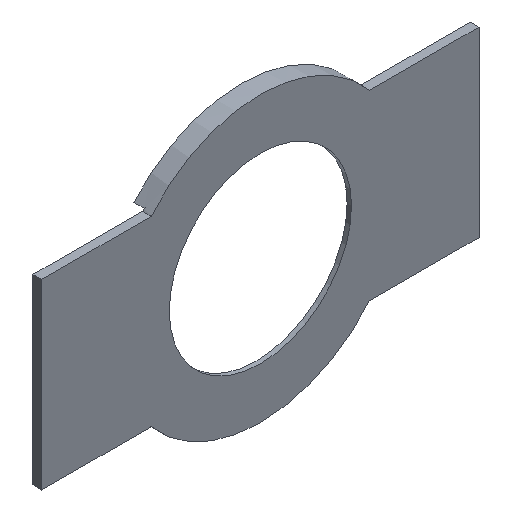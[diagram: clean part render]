
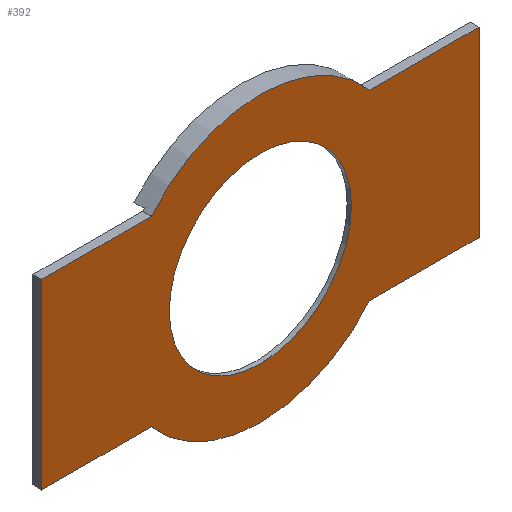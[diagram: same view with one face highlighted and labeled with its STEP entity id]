
A CAD part, isometric view. The second image highlights one B-rep face of the part: STEP entity #392.
In plain terms, the highlighted planar face has unit normal (0, -1, 0).
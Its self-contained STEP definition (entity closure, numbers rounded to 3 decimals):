
#20=FACE_BOUND('',#82,.T.);
#24=CIRCLE('',#416,19.5);
#31=CIRCLE('',#427,19.5);
#36=CIRCLE('',#436,12.5);
#60=FACE_OUTER_BOUND('',#81,.T.);
#81=EDGE_LOOP('',(#348,#349,#350,#351,#352,#353,#354,#355));
#82=EDGE_LOOP('',(#356));
#111=LINE('',#655,#149);
#114=LINE('',#659,#152);
#115=LINE('',#662,#153);
#117=LINE('',#666,#155);
#119=LINE('',#669,#157);
#120=LINE('',#671,#158);
#149=VECTOR('',#537,10.);
#152=VECTOR('',#542,10.);
#153=VECTOR('',#545,10.);
#155=VECTOR('',#549,10.);
#157=VECTOR('',#553,10.);
#158=VECTOR('',#556,10.);
#177=VERTEX_POINT('',#605);
#178=VERTEX_POINT('',#607);
#186=VERTEX_POINT('',#633);
#187=VERTEX_POINT('',#635);
#190=VERTEX_POINT('',#649);
#191=VERTEX_POINT('',#653);
#192=VERTEX_POINT('',#654);
#193=VERTEX_POINT('',#661);
#194=VERTEX_POINT('',#665);
#215=EDGE_CURVE('',#177,#178,#24,.T.);
#230=EDGE_CURVE('',#186,#187,#31,.T.);
#238=EDGE_CURVE('',#190,#190,#36,.T.);
#239=EDGE_CURVE('',#191,#192,#111,.T.);
#242=EDGE_CURVE('',#192,#178,#114,.T.);
#243=EDGE_CURVE('',#177,#193,#115,.T.);
#245=EDGE_CURVE('',#193,#194,#117,.T.);
#247=EDGE_CURVE('',#194,#187,#119,.T.);
#248=EDGE_CURVE('',#186,#191,#120,.T.);
#348=ORIENTED_EDGE('',*,*,#248,.T.);
#349=ORIENTED_EDGE('',*,*,#239,.T.);
#350=ORIENTED_EDGE('',*,*,#242,.T.);
#351=ORIENTED_EDGE('',*,*,#215,.F.);
#352=ORIENTED_EDGE('',*,*,#243,.T.);
#353=ORIENTED_EDGE('',*,*,#245,.T.);
#354=ORIENTED_EDGE('',*,*,#247,.T.);
#355=ORIENTED_EDGE('',*,*,#230,.F.);
#356=ORIENTED_EDGE('',*,*,#238,.F.);
#372=PLANE('',#443);
#392=ADVANCED_FACE('',(#60,#20),#372,.F.);
#416=AXIS2_PLACEMENT_3D('',#608,#482,#483);
#427=AXIS2_PLACEMENT_3D('',#636,#512,#513);
#436=AXIS2_PLACEMENT_3D('',#651,#533,#534);
#443=AXIS2_PLACEMENT_3D('',#672,#557,#558);
#482=DIRECTION('center_axis',(0.,1.,0.));
#483=DIRECTION('ref_axis',(-0.768,0.,0.641));
#512=DIRECTION('center_axis',(0.,1.,0.));
#513=DIRECTION('ref_axis',(0.768,0.,-0.641));
#533=DIRECTION('center_axis',(0.,-1.,0.));
#534=DIRECTION('ref_axis',(1.,0.,0.));
#537=DIRECTION('',(0.,0.,1.));
#542=DIRECTION('',(-1.,0.,0.));
#545=DIRECTION('',(-1.,0.,0.));
#549=DIRECTION('',(0.,0.,-1.));
#553=DIRECTION('',(1.,0.,0.));
#556=DIRECTION('',(1.,0.,0.));
#557=DIRECTION('center_axis',(0.,1.,0.));
#558=DIRECTION('ref_axis',(1.,0.,0.));
#605=CARTESIAN_POINT('',(-14.967,0.,12.5));
#607=CARTESIAN_POINT('',(14.967,0.,12.5));
#608=CARTESIAN_POINT('Origin',(0.,0.,0.));
#633=CARTESIAN_POINT('',(14.967,0.,-12.5));
#635=CARTESIAN_POINT('',(-14.967,0.,-12.5));
#636=CARTESIAN_POINT('Origin',(0.,0.,0.));
#649=CARTESIAN_POINT('',(-12.5,0.,0.));
#651=CARTESIAN_POINT('Origin',(0.,0.,0.));
#653=CARTESIAN_POINT('',(30.,0.,-12.5));
#654=CARTESIAN_POINT('',(30.,0.,12.5));
#655=CARTESIAN_POINT('',(30.,0.,-12.5));
#659=CARTESIAN_POINT('',(30.,0.,12.5));
#661=CARTESIAN_POINT('',(-30.,0.,12.5));
#662=CARTESIAN_POINT('',(-14.967,0.,12.5));
#665=CARTESIAN_POINT('',(-30.,0.,-12.5));
#666=CARTESIAN_POINT('',(-30.,0.,12.5));
#669=CARTESIAN_POINT('',(-30.,0.,-12.5));
#671=CARTESIAN_POINT('',(14.967,0.,-12.5));
#672=CARTESIAN_POINT('Origin',(0.,0.,0.));
